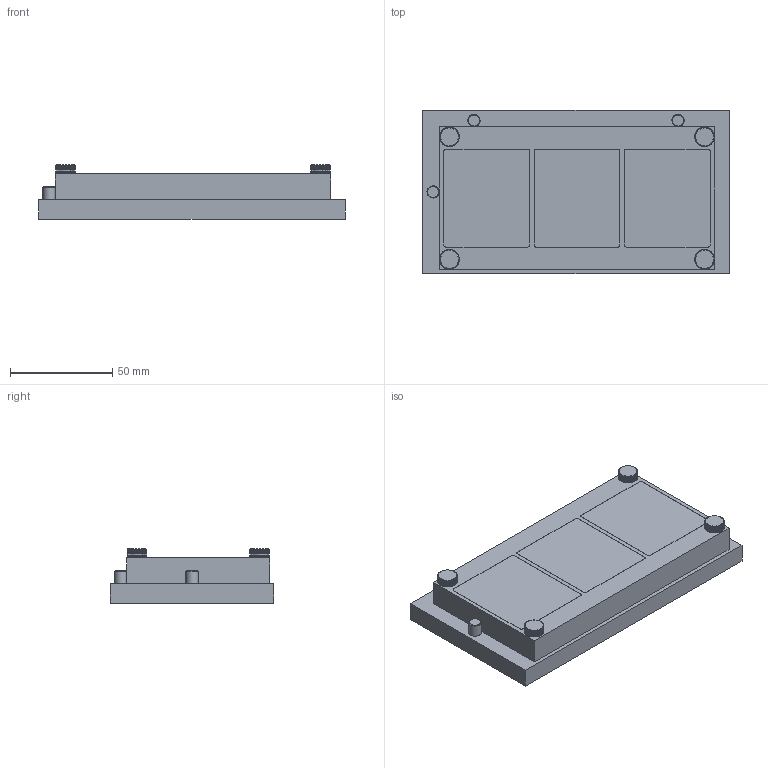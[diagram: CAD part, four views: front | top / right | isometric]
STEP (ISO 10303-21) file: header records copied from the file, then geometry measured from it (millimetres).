
FILE_DESCRIPTION(/* description */ (''),/* implementation_level */ '2;1');
FILE_NAME(/* name */ 'F10132545--_1-ASSY_ CMS2 ETL_ GLUE RESERVOIR ASSY.stp',/* time_stamp */ '2020-11-09T15:30:21-06:00',/* author */ (''),/* organization */ (''),/* preprocessor_version */ 'ST-DEVELOPER v16',/* originating_system */ 'SIEMENS PLM Software NX 11.0',/* authorisation */ '');
FILE_SCHEMA (('AUTOMOTIVE_DESIGN { 1 0 10303 214 3 1 1 1 }'));
Length unit declared in the file: millimetre
Products named in the file (5): FC0067267--_1-THUMB SCREW_ M3_0.5_ 16MM LG_ MCMASTER 9601A058; F10129576--_1-FIXTURE_ CMS2 ETL_ VACUUM CHUCK- SENSOR PACKAGE BASE FI
XTURE; FC0043485--_1-DOWEL PIN_M6ODx16LG_AS; F10132544--_1-FIXTURE_ CMS2 ETL_ GLUE RESERVOIR FIXTURE; F10132545--_1-ASSY_ CMS2 ETL_ GLUE RESERVOIR ASSY
Assembly tree (9 placements, depth 2):
  F10132545--_1-ASSY_ CMS2 ETL_ GLUE RESERVOIR ASSY
    F10132544--_1-FIXTURE_ CMS2 ETL_ GLUE RESERVOIR FIXTURE
    FC0043485--_1-DOWEL PIN_M6ODx16LG_AS  x3
    F10129576--_1-FIXTURE_ CMS2 ETL_ VACUUM CHUCK- SENSOR PACKAGE BASE FI
XTURE
    FC0067267--_1-THUMB SCREW_ M3_0.5_ 16MM LG_ MCMASTER 9601A058  x4
Bounding box: 150 x 80 x 26.62 mm (x, y, z)
Volume: 233302.2 mm3; surface area: 57744.3 mm2
Topology: 9 solids, 9 shells, 1589 faces, 4633 edges, 3085 vertices
Faces by surface type: cylinder 870, plane 637, cone 62, bspline 12, torus 8
Full cylindrical faces by diameter (mm): 2.5 x4, 3.175 x4, 5.159 x4, 5.98 x3, 6 x3, 9.525 x4
Entity records: 19094 total; most frequent: CARTESIAN_POINT 6954, ORIENTED_EDGE 2498, DIRECTION 2391, EDGE_CURVE 1249, VERTEX_POINT 845, AXIS2_PLACEMENT_3D 833, LINE 725, VECTOR 725
